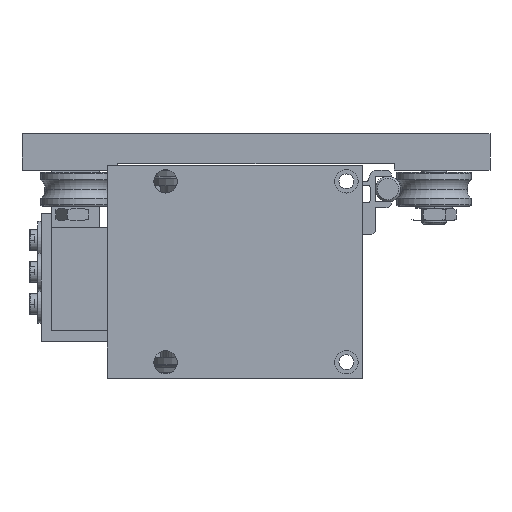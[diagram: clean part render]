
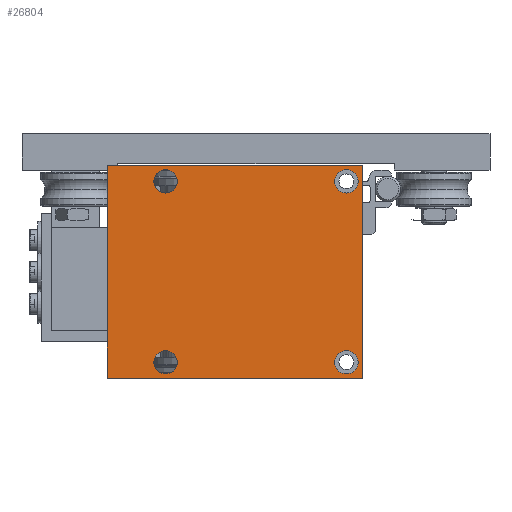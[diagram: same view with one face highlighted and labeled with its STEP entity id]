
A CAD part, left-side view. The second image highlights one B-rep face of the part: STEP entity #26804.
In plain terms, the highlighted planar face has unit normal (-1, 0, 0).
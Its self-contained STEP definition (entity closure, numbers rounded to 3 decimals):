
#1 = PLANE ( 'NONE',  #16642 ) ;
#17 = CARTESIAN_POINT ( 'NONE',  ( -628., -70., 50. ) ) ;
#401 = CARTESIAN_POINT ( 'NONE',  ( -628., 22.5, 42.5 ) ) ;
#729 = CARTESIAN_POINT ( 'NONE',  ( -628., 50., -50. ) ) ;
#738 = CARTESIAN_POINT ( 'NONE',  ( -628., -62.5, -42.5 ) ) ;
#762 = EDGE_LOOP ( 'NONE', ( #32164, #29828 ) ) ;
#807 = EDGE_CURVE ( 'NONE', #13635, #13014, #3655, .T. ) ;
#1080 = DIRECTION ( 'NONE',  ( 0., 0., 1. ) ) ;
#1457 = EDGE_LOOP ( 'NONE', ( #23360, #8681 ) ) ;
#2559 = LINE ( 'NONE', #17393, #14442 ) ;
#2929 = DIRECTION ( 'NONE',  ( 0., 0., 1. ) ) ;
#3374 = DIRECTION ( 'NONE',  ( 0., 1., 0. ) ) ;
#3473 = CARTESIAN_POINT ( 'NONE',  ( -628., -62.5, -42.5 ) ) ;
#3655 = CIRCLE ( 'NONE', #29758, 5.5 ) ;
#4022 = DIRECTION ( 'NONE',  ( 0., 0., 1. ) ) ;
#5277 = CARTESIAN_POINT ( 'NONE',  ( -628., 50., -50. ) ) ;
#5421 = CARTESIAN_POINT ( 'NONE',  ( -628., -70., -50. ) ) ;
#5644 = CARTESIAN_POINT ( 'NONE',  ( -628., 22.5, -42.5 ) ) ;
#5749 = EDGE_CURVE ( 'NONE', #22325, #30285, #18237, .T. ) ;
#5822 = CARTESIAN_POINT ( 'NONE',  ( -628., 50., 50. ) ) ;
#6022 = FACE_OUTER_BOUND ( 'NONE', #36887, .T. ) ;
#6235 = EDGE_LOOP ( 'NONE', ( #36306, #25951 ) ) ;
#6417 = CARTESIAN_POINT ( 'NONE',  ( -628., 22.5, -42.5 ) ) ;
#6583 = DIRECTION ( 'NONE',  ( -1., 0., 0. ) ) ;
#6737 = ORIENTED_EDGE ( 'NONE', *, *, #12777, .F. ) ;
#7162 = CARTESIAN_POINT ( 'NONE',  ( -628., -62.5, 48. ) ) ;
#8076 = DIRECTION ( 'NONE',  ( -1., 0., 0. ) ) ;
#8550 = CARTESIAN_POINT ( 'NONE',  ( -628., 22.5, 42.5 ) ) ;
#8657 = CIRCLE ( 'NONE', #20850, 5.5 ) ;
#8681 = ORIENTED_EDGE ( 'NONE', *, *, #22532, .F. ) ;
#9011 = ORIENTED_EDGE ( 'NONE', *, *, #12142, .T. ) ;
#9139 = VERTEX_POINT ( 'NONE', #5277 ) ;
#9266 = EDGE_CURVE ( 'NONE', #13014, #13635, #28617, .T. ) ;
#9322 = VERTEX_POINT ( 'NONE', #7162 ) ;
#9486 = CIRCLE ( 'NONE', #14398, 5.5 ) ;
#9736 = DIRECTION ( 'NONE',  ( -1., 0., 0. ) ) ;
#10034 = CARTESIAN_POINT ( 'NONE',  ( -628., 22.5, 48. ) ) ;
#10509 = CIRCLE ( 'NONE', #19052, 5.5 ) ;
#10893 = ORIENTED_EDGE ( 'NONE', *, *, #21491, .F. ) ;
#11702 = VERTEX_POINT ( 'NONE', #5421 ) ;
#11970 = FACE_BOUND ( 'NONE', #762, .T. ) ;
#12001 = DIRECTION ( 'NONE',  ( 0., 0., 1. ) ) ;
#12142 = EDGE_CURVE ( 'NONE', #11702, #28636, #2559, .T. ) ;
#12157 = FACE_BOUND ( 'NONE', #20147, .T. ) ;
#12282 = AXIS2_PLACEMENT_3D ( 'NONE', #5644, #32515, #14476 ) ;
#12332 = DIRECTION ( 'NONE',  ( 1., 0., 0. ) ) ;
#12777 = EDGE_CURVE ( 'NONE', #9139, #19605, #15895, .T. ) ;
#13014 = VERTEX_POINT ( 'NONE', #33942 ) ;
#13635 = VERTEX_POINT ( 'NONE', #22006 ) ;
#14374 = CARTESIAN_POINT ( 'NONE',  ( -628., 50., -50. ) ) ;
#14398 = AXIS2_PLACEMENT_3D ( 'NONE', #8550, #34489, #37191 ) ;
#14442 = VECTOR ( 'NONE', #2929, 1000. ) ;
#14476 = DIRECTION ( 'NONE',  ( 0., 0., 1. ) ) ;
#14659 = LINE ( 'NONE', #26578, #24678 ) ;
#15401 = VERTEX_POINT ( 'NONE', #21391 ) ;
#15895 = LINE ( 'NONE', #28204, #32147 ) ;
#16642 = AXIS2_PLACEMENT_3D ( 'NONE', #729, #12332, #23720 ) ;
#17393 = CARTESIAN_POINT ( 'NONE',  ( -628., -70., -50. ) ) ;
#18237 = CIRCLE ( 'NONE', #33437, 5.5 ) ;
#18411 = DIRECTION ( 'NONE',  ( 0., 0., 1. ) ) ;
#18980 = CARTESIAN_POINT ( 'NONE',  ( -628., 22.5, 37. ) ) ;
#19052 = AXIS2_PLACEMENT_3D ( 'NONE', #738, #6583, #18411 ) ;
#19605 = VERTEX_POINT ( 'NONE', #5822 ) ;
#20147 = EDGE_LOOP ( 'NONE', ( #22646, #10893 ) ) ;
#20359 = DIRECTION ( 'NONE',  ( -1., 0., 0. ) ) ;
#20544 = CIRCLE ( 'NONE', #32666, 5.5 ) ;
#20850 = AXIS2_PLACEMENT_3D ( 'NONE', #3473, #9736, #4022 ) ;
#21174 = ORIENTED_EDGE ( 'NONE', *, *, #27875, .T. ) ;
#21391 = CARTESIAN_POINT ( 'NONE',  ( -628., -62.5, -37. ) ) ;
#21491 = EDGE_CURVE ( 'NONE', #26788, #9322, #20544, .T. ) ;
#21967 = AXIS2_PLACEMENT_3D ( 'NONE', #23003, #27093, #1080 ) ;
#22006 = CARTESIAN_POINT ( 'NONE',  ( -628., 22.5, -37. ) ) ;
#22325 = VERTEX_POINT ( 'NONE', #10034 ) ;
#22532 = EDGE_CURVE ( 'NONE', #34972, #15401, #10509, .T. ) ;
#22578 = DIRECTION ( 'NONE',  ( 0., 0., 1. ) ) ;
#22646 = ORIENTED_EDGE ( 'NONE', *, *, #25022, .F. ) ;
#22707 = LINE ( 'NONE', #14374, #31265 ) ;
#23003 = CARTESIAN_POINT ( 'NONE',  ( -628., -62.5, 42.5 ) ) ;
#23360 = ORIENTED_EDGE ( 'NONE', *, *, #23872, .F. ) ;
#23536 = FACE_BOUND ( 'NONE', #1457, .T. ) ;
#23720 = DIRECTION ( 'NONE',  ( 0., -1., 0. ) ) ;
#23872 = EDGE_CURVE ( 'NONE', #15401, #34972, #8657, .T. ) ;
#23880 = CARTESIAN_POINT ( 'NONE',  ( -628., -62.5, -48. ) ) ;
#24678 = VECTOR ( 'NONE', #3374, 1000. ) ;
#25022 = EDGE_CURVE ( 'NONE', #9322, #26788, #36624, .T. ) ;
#25951 = ORIENTED_EDGE ( 'NONE', *, *, #9266, .F. ) ;
#26416 = DIRECTION ( 'NONE',  ( 0., 0., 1. ) ) ;
#26578 = CARTESIAN_POINT ( 'NONE',  ( -628., 50., 50. ) ) ;
#26755 = CARTESIAN_POINT ( 'NONE',  ( -628., -62.5, 37. ) ) ;
#26788 = VERTEX_POINT ( 'NONE', #26755 ) ;
#26804 = ADVANCED_FACE ( 'NONE', ( #23536, #12157, #32322, #11970, #6022 ), #1, .F. ) ;
#27093 = DIRECTION ( 'NONE',  ( -1., 0., 0. ) ) ;
#27875 = EDGE_CURVE ( 'NONE', #28636, #19605, #14659, .T. ) ;
#28204 = CARTESIAN_POINT ( 'NONE',  ( -628., 50., -50. ) ) ;
#28617 = CIRCLE ( 'NONE', #12282, 5.5 ) ;
#28636 = VERTEX_POINT ( 'NONE', #17 ) ;
#28870 = DIRECTION ( 'NONE',  ( -1., 0., 0. ) ) ;
#29758 = AXIS2_PLACEMENT_3D ( 'NONE', #6417, #20359, #12001 ) ;
#29828 = ORIENTED_EDGE ( 'NONE', *, *, #37378, .F. ) ;
#30285 = VERTEX_POINT ( 'NONE', #18980 ) ;
#30909 = DIRECTION ( 'NONE',  ( 0., 0., 1. ) ) ;
#31124 = CARTESIAN_POINT ( 'NONE',  ( -628., -62.5, 42.5 ) ) ;
#31265 = VECTOR ( 'NONE', #37248, 1000. ) ;
#32147 = VECTOR ( 'NONE', #30909, 1000. ) ;
#32164 = ORIENTED_EDGE ( 'NONE', *, *, #5749, .F. ) ;
#32322 = FACE_BOUND ( 'NONE', #6235, .T. ) ;
#32515 = DIRECTION ( 'NONE',  ( -1., 0., 0. ) ) ;
#32666 = AXIS2_PLACEMENT_3D ( 'NONE', #31124, #8076, #22578 ) ;
#33271 = EDGE_CURVE ( 'NONE', #11702, #9139, #22707, .T. ) ;
#33437 = AXIS2_PLACEMENT_3D ( 'NONE', #401, #28870, #26416 ) ;
#33942 = CARTESIAN_POINT ( 'NONE',  ( -628., 22.5, -48. ) ) ;
#34489 = DIRECTION ( 'NONE',  ( -1., 0., 0. ) ) ;
#34972 = VERTEX_POINT ( 'NONE', #23880 ) ;
#36306 = ORIENTED_EDGE ( 'NONE', *, *, #807, .F. ) ;
#36624 = CIRCLE ( 'NONE', #21967, 5.5 ) ;
#36887 = EDGE_LOOP ( 'NONE', ( #21174, #6737, #37263, #9011 ) ) ;
#37191 = DIRECTION ( 'NONE',  ( 0., 0., 1. ) ) ;
#37248 = DIRECTION ( 'NONE',  ( 0., 1., 0. ) ) ;
#37263 = ORIENTED_EDGE ( 'NONE', *, *, #33271, .F. ) ;
#37378 = EDGE_CURVE ( 'NONE', #30285, #22325, #9486, .T. ) ;
